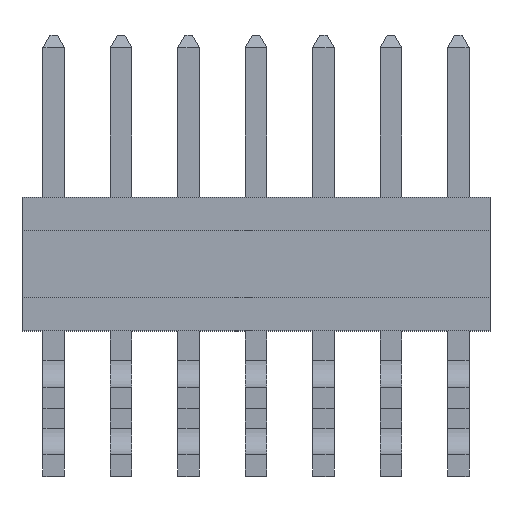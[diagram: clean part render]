
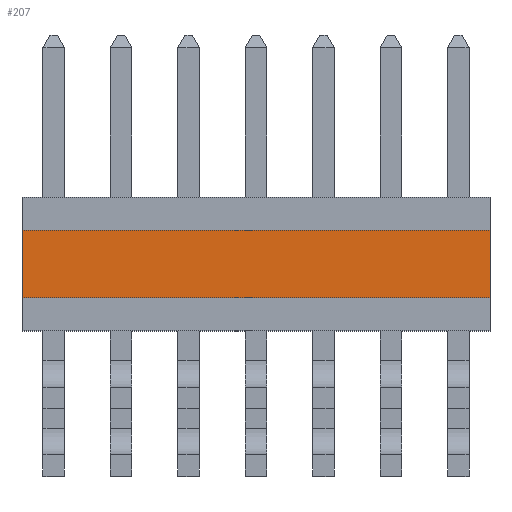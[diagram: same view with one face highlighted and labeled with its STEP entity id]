
A CAD part, top view. The second image highlights one B-rep face of the part: STEP entity #207.
In plain terms, the highlighted planar face has unit normal (0, 0, 1).
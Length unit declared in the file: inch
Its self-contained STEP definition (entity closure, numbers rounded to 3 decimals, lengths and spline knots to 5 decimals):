
#207 = ADVANCED_FACE( '', ( #548 ), #549, .F. );
#548 = FACE_OUTER_BOUND( '', #1225, .T. );
#549 = PLANE( '', #1226 );
#1225 = EDGE_LOOP( '', ( #1948, #1949, #1950, #1951 ) );
#1226 = AXIS2_PLACEMENT_3D( '', #1952, #1953, #1954 );
#1948 = ORIENTED_EDGE( '', *, *, #4713, .F. );
#1949 = ORIENTED_EDGE( '', *, *, #4714, .F. );
#1950 = ORIENTED_EDGE( '', *, *, #4715, .T. );
#1951 = ORIENTED_EDGE( '', *, *, #4716, .F. );
#1952 = CARTESIAN_POINT( '', ( 0.175, 0.0745, 0.0575 ) );
#1953 = DIRECTION( '', ( 0., 0., -1. ) );
#1954 = DIRECTION( '', ( -1., 0., 0. ) );
#4713 = EDGE_CURVE( '', #5671, #5672, #5673, .T. );
#4714 = EDGE_CURVE( '', #5674, #5671, #5675, .T. );
#4715 = EDGE_CURVE( '', #5674, #5676, #5677, .T. );
#4716 = EDGE_CURVE( '', #5672, #5676, #5678, .T. );
#5671 = VERTEX_POINT( '', #7209 );
#5672 = VERTEX_POINT( '', #7210 );
#5673 = LINE( '', #7211, #7212 );
#5674 = VERTEX_POINT( '', #7213 );
#5675 = LINE( '', #7214, #7215 );
#5676 = VERTEX_POINT( '', #7216 );
#5677 = LINE( '', #7217, #7218 );
#5678 = LINE( '', #7219, #7220 );
#7209 = CARTESIAN_POINT( '', ( 0.1735, 0.0245, 0.0575 ) );
#7210 = CARTESIAN_POINT( '', ( -0.1735, 0.0245, 0.0575 ) );
#7211 = CARTESIAN_POINT( '', ( 0.175, 0.0245, 0.0575 ) );
#7212 = VECTOR( '', #9409, 39.37008 );
#7213 = CARTESIAN_POINT( '', ( 0.1735, 0.0745, 0.0575 ) );
#7214 = CARTESIAN_POINT( '', ( 0.1735, 0.099, 0.0575 ) );
#7215 = VECTOR( '', #9410, 39.37008 );
#7216 = CARTESIAN_POINT( '', ( -0.1735, 0.0745, 0.0575 ) );
#7217 = CARTESIAN_POINT( '', ( 0.175, 0.0745, 0.0575 ) );
#7218 = VECTOR( '', #9411, 39.37008 );
#7219 = CARTESIAN_POINT( '', ( -0.1735, 0.099, 0.0575 ) );
#7220 = VECTOR( '', #9412, 39.37008 );
#9409 = DIRECTION( '', ( -1., 0., 0. ) );
#9410 = DIRECTION( '', ( 0., -1., 0. ) );
#9411 = DIRECTION( '', ( -1., 0., 0. ) );
#9412 = DIRECTION( '', ( 0., 1., 0. ) );
